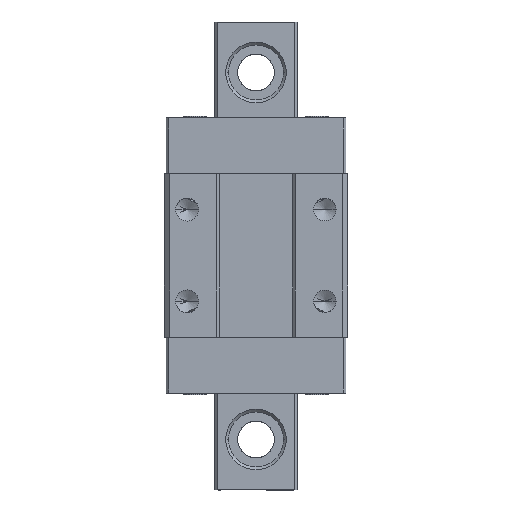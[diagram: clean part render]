
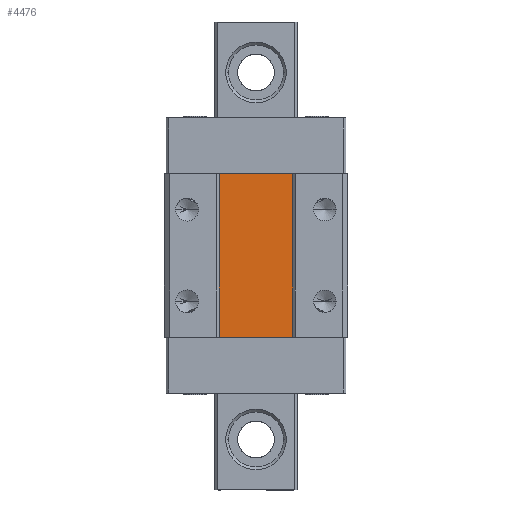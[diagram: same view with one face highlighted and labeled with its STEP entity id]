
A CAD part, top view. The second image highlights one B-rep face of the part: STEP entity #4476.
In plain terms, the highlighted planar face has unit normal (0, 0, 1).
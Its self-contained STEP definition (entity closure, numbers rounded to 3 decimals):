
#2 = ORIENTED_EDGE ( 'NONE', *, *, #859, .T. ) ;
#84 = CARTESIAN_POINT ( 'NONE',  ( -10.3, 0., 3.6 ) ) ;
#219 = DIRECTION ( 'NONE',  ( 0., -1., 0. ) ) ;
#334 = VECTOR ( 'NONE', #2145, 1000. ) ;
#438 = AXIS2_PLACEMENT_3D ( 'NONE', #2441, #1774, #1081 ) ;
#640 = VERTEX_POINT ( 'NONE', #4251 ) ;
#688 = VERTEX_POINT ( 'NONE', #5280 ) ;
#859 = EDGE_CURVE ( 'NONE', #640, #1607, #6191, .T. ) ;
#894 = CARTESIAN_POINT ( 'NONE',  ( 4., 17.8, 3.6 ) ) ;
#1081 = DIRECTION ( 'NONE',  ( -1., 0., 0. ) ) ;
#1575 = LINE ( 'NONE', #894, #2411 ) ;
#1607 = VERTEX_POINT ( 'NONE', #5305 ) ;
#1774 = DIRECTION ( 'NONE',  ( 0., 0., -1. ) ) ;
#2145 = DIRECTION ( 'NONE',  ( -1., 0., 0. ) ) ;
#2228 = VERTEX_POINT ( 'NONE', #4184 ) ;
#2411 = VECTOR ( 'NONE', #219, 1000. ) ;
#2441 = CARTESIAN_POINT ( 'NONE',  ( -4., 17.8, 3.6 ) ) ;
#2738 = VECTOR ( 'NONE', #6005, 1000. ) ;
#2820 = CARTESIAN_POINT ( 'NONE',  ( -10.3, 17.8, 3.6 ) ) ;
#3114 = PLANE ( 'NONE',  #438 ) ;
#3273 = ORIENTED_EDGE ( 'NONE', *, *, #4967, .F. ) ;
#3301 = ORIENTED_EDGE ( 'NONE', *, *, #5785, .F. ) ;
#3951 = DIRECTION ( 'NONE',  ( 0., 1., 0. ) ) ;
#4184 = CARTESIAN_POINT ( 'NONE',  ( -4., 0., 3.6 ) ) ;
#4251 = CARTESIAN_POINT ( 'NONE',  ( 4., 17.8, 3.6 ) ) ;
#4447 = EDGE_CURVE ( 'NONE', #2228, #1607, #5295, .T. ) ;
#4476 = ADVANCED_FACE ( 'NONE', ( #6348 ), #3114, .F. ) ;
#4615 = CARTESIAN_POINT ( 'NONE',  ( -4., 17.8, 3.6 ) ) ;
#4967 = EDGE_CURVE ( 'NONE', #688, #2228, #5483, .T. ) ;
#5188 = EDGE_LOOP ( 'NONE', ( #3301, #2, #5498, #3273 ) ) ;
#5280 = CARTESIAN_POINT ( 'NONE',  ( 4., 0., 3.6 ) ) ;
#5295 = LINE ( 'NONE', #4615, #6177 ) ;
#5305 = CARTESIAN_POINT ( 'NONE',  ( -4., 17.8, 3.6 ) ) ;
#5483 = LINE ( 'NONE', #84, #2738 ) ;
#5498 = ORIENTED_EDGE ( 'NONE', *, *, #4447, .F. ) ;
#5785 = EDGE_CURVE ( 'NONE', #640, #688, #1575, .T. ) ;
#6005 = DIRECTION ( 'NONE',  ( -1., 0., 0. ) ) ;
#6177 = VECTOR ( 'NONE', #3951, 1000. ) ;
#6191 = LINE ( 'NONE', #2820, #334 ) ;
#6348 = FACE_OUTER_BOUND ( 'NONE', #5188, .T. ) ;
